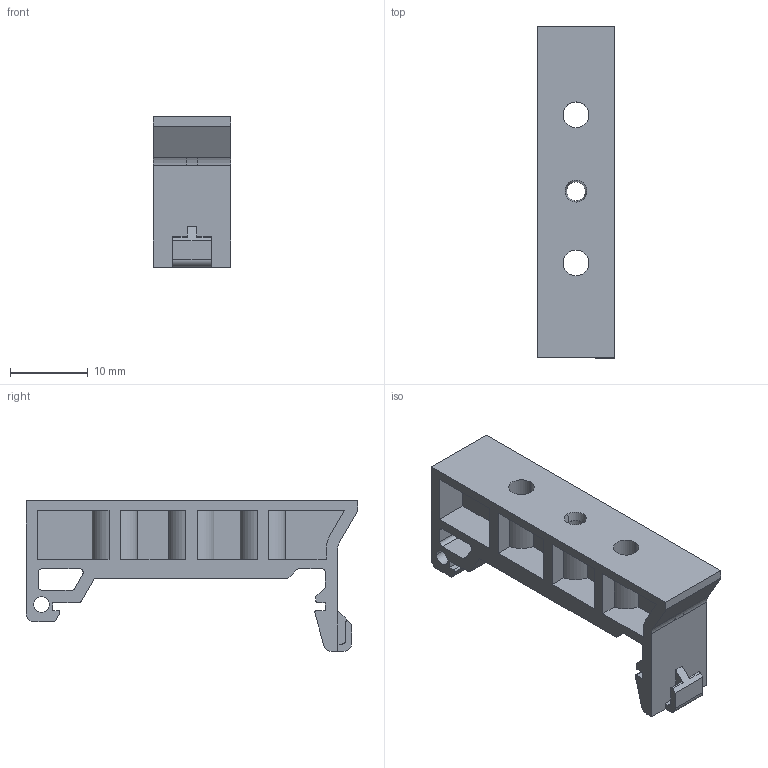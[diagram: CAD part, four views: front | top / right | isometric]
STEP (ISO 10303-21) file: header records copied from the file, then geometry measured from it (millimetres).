
FILE_DESCRIPTION(/* description */ (''),/* implementation_level */ '2;1');
FILE_NAME(/* name */ 'DIN_Holder_',/* time_stamp */ '2024-09-28T10:34:58+09:00',/* author */ (''),/* organization */ (''),/* preprocessor_version */ 'ST-DEVELOPER v19.2',/* originating_system */ 'Rhino 8.11',/* authorisation */ '');
FILE_SCHEMA (('AUTOMOTIVE_DESIGN_CC2'));
Length unit declared in the file: millimetre
Products named in the file (1): Document
Bounding box: 10 x 42.6 x 19.3 mm (x, y, z)
Volume: 2658.3 mm3; surface area: 3599.1 mm2
Topology: 1 solids, 1 shells, 126 faces, 344 edges, 228 vertices
Faces by surface type: plane 80, cylinder 44, bspline 2
Entity records: 3906 total; most frequent: CARTESIAN_POINT 1149, ORIENTED_EDGE 688, EDGE_CURVE 344, DIRECTION 299, B_SPLINE_CURVE_WITH_KNOTS 250, VERTEX_POINT 228, AXIS2_PLACEMENT_3D 211, EDGE_LOOP 144
